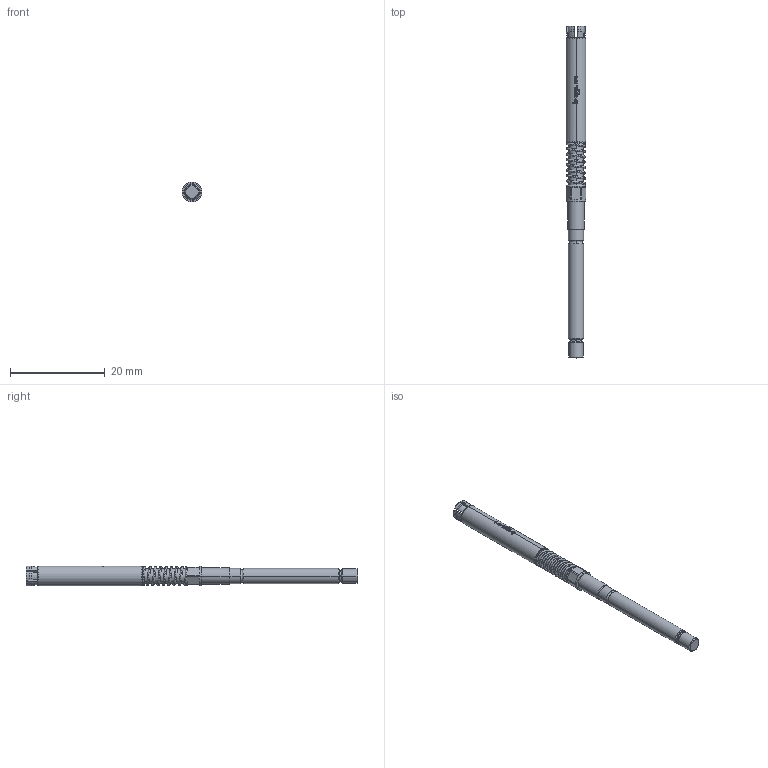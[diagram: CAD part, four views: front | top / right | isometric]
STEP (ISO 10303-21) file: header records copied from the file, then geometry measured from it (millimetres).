
FILE_DESCRIPTION (( 'STEP AP203' ), '1' );
FILE_NAME ('INGUN_HKR-672_200_080_A_xxx03_M.STEP', '2022-05-19T07:27:43', ( 'ochi' ), ( '' ), 'SwSTEP 2.0', 'SolidWorks 2018', '' );
FILE_SCHEMA (( 'CONFIG_CONTROL_DESIGN' ));
Length unit declared in the file: millimetre
Products named in the file (1): INGUN_HKR-672_200_080_A_xxx03_M
Bounding box: 4.2 x 70 x 4.2 mm (x, y, z)
Volume: 660.8 mm3; surface area: 1262.5 mm2
Topology: 1 solids, 1 shells, 224 faces, 625 edges, 410 vertices
Faces by surface type: plane 86, bspline 63, cylinder 49, cone 26
Entity records: 10448 total; most frequent: CARTESIAN_POINT 4983, ORIENTED_EDGE 1250, DIRECTION 1011, EDGE_CURVE 625, AXIS2_PLACEMENT_3D 411, VERTEX_POINT 410, CIRCLE 249, EDGE_LOOP 235
